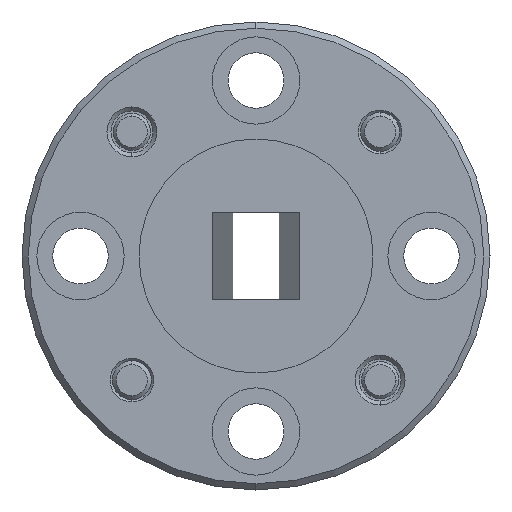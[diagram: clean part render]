
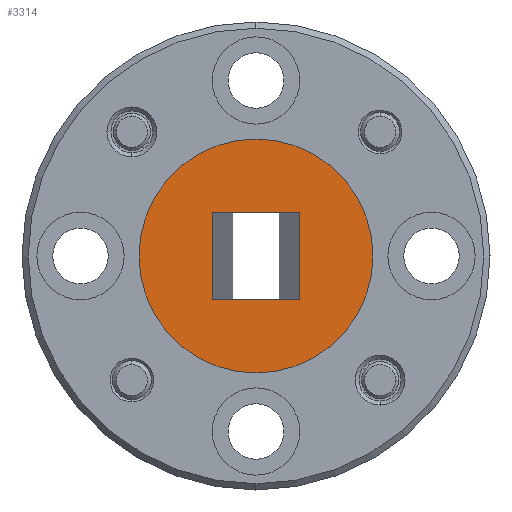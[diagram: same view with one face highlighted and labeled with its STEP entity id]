
A CAD part, left-side view. The second image highlights one B-rep face of the part: STEP entity #3314.
In plain terms, the highlighted planar face has unit normal (-1, 0, 0).
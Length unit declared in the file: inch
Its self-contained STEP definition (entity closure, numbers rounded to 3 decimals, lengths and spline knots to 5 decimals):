
#42 = CARTESIAN_POINT ( 'NONE',  ( -3.00854, 0.74634, 0.62917 ) ) ;
#101 = CARTESIAN_POINT ( 'NONE',  ( -3.00854, 0.74634, 1.00417 ) ) ;
#106 = CARTESIAN_POINT ( 'NONE',  ( -3.00854, 0.74634, 0.81667 ) ) ;
#142 = CARTESIAN_POINT ( 'NONE',  ( -3.00854, 0.67584, 0.81667 ) ) ;
#167 = CARTESIAN_POINT ( 'NONE',  ( -3.00854, 0.81684, 0.74617 ) ) ;
#188 = FACE_BOUND ( 'NONE', #3044, .T. ) ;
#248 = LINE ( 'NONE', #142, #3097 ) ;
#277 = EDGE_CURVE ( 'NONE', #1425, #3464, #726, .T. ) ;
#286 = CARTESIAN_POINT ( 'NONE',  ( -3.00854, 0.74634, 0.81667 ) ) ;
#294 = ORIENTED_EDGE ( 'NONE', *, *, #952, .T. ) ;
#303 = CARTESIAN_POINT ( 'NONE',  ( -3.00854, 0.93384, 0.88717 ) ) ;
#314 = DIRECTION ( 'NONE',  ( 1., 0., 0. ) ) ;
#394 = DIRECTION ( 'NONE',  ( 0., 0., -1. ) ) ;
#438 = EDGE_CURVE ( 'NONE', #2050, #2589, #248, .T. ) ;
#598 = ORIENTED_EDGE ( 'NONE', *, *, #3188, .F. ) ;
#611 = PLANE ( 'NONE',  #3259 ) ;
#622 = VECTOR ( 'NONE', #3047, 39.37008 ) ;
#724 = AXIS2_PLACEMENT_3D ( 'NONE', #106, #3670, #394 ) ;
#726 = LINE ( 'NONE', #1572, #622 ) ;
#793 = EDGE_LOOP ( 'NONE', ( #1525, #598 ) ) ;
#899 = EDGE_CURVE ( 'NONE', #2589, #1425, #2874, .T. ) ;
#952 = EDGE_CURVE ( 'NONE', #3464, #2050, #3470, .T. ) ;
#1109 = CARTESIAN_POINT ( 'NONE',  ( -3.00854, 0.67584, 0.74617 ) ) ;
#1183 = VERTEX_POINT ( 'NONE', #42 ) ;
#1241 = EDGE_CURVE ( 'NONE', #1183, #3444, #3292, .T. ) ;
#1340 = CARTESIAN_POINT ( 'NONE',  ( -3.00854, 0.81684, 0.88717 ) ) ;
#1425 = VERTEX_POINT ( 'NONE', #167 ) ;
#1525 = ORIENTED_EDGE ( 'NONE', *, *, #1241, .F. ) ;
#1572 = CARTESIAN_POINT ( 'NONE',  ( -3.00854, 0.81684, 0.81667 ) ) ;
#1573 = CARTESIAN_POINT ( 'NONE',  ( -3.00854, 0.67584, 0.88717 ) ) ;
#1686 = DIRECTION ( 'NONE',  ( 0., 1., 0. ) ) ;
#1800 = CARTESIAN_POINT ( 'NONE',  ( -3.00854, 0.93384, 0.81667 ) ) ;
#2050 = VERTEX_POINT ( 'NONE', #1573 ) ;
#2069 = ORIENTED_EDGE ( 'NONE', *, *, #899, .T. ) ;
#2143 = DIRECTION ( 'NONE',  ( -1., 0., 0. ) ) ;
#2280 = CARTESIAN_POINT ( 'NONE',  ( -3.00854, 0.93384, 0.74617 ) ) ;
#2338 = AXIS2_PLACEMENT_3D ( 'NONE', #286, #314, #3841 ) ;
#2417 = DIRECTION ( 'NONE',  ( 0., 0., 1. ) ) ;
#2425 = FACE_OUTER_BOUND ( 'NONE', #793, .T. ) ;
#2530 = CIRCLE ( 'NONE', #2338, 0.1875 ) ;
#2589 = VERTEX_POINT ( 'NONE', #1109 ) ;
#2679 = VECTOR ( 'NONE', #2697, 39.37008 ) ;
#2697 = DIRECTION ( 'NONE',  ( 0., -1., 0. ) ) ;
#2874 = LINE ( 'NONE', #2280, #3553 ) ;
#3044 = EDGE_LOOP ( 'NONE', ( #3707, #294, #3685, #2069 ) ) ;
#3047 = DIRECTION ( 'NONE',  ( 0., 0., 1. ) ) ;
#3063 = DIRECTION ( 'NONE',  ( 0., 0., -1. ) ) ;
#3097 = VECTOR ( 'NONE', #3063, 39.37008 ) ;
#3188 = EDGE_CURVE ( 'NONE', #3444, #1183, #2530, .T. ) ;
#3259 = AXIS2_PLACEMENT_3D ( 'NONE', #1800, #2143, #2417 ) ;
#3292 = CIRCLE ( 'NONE', #724, 0.1875 ) ;
#3314 = ADVANCED_FACE ( 'NONE', ( #188, #2425 ), #611, .T. ) ;
#3444 = VERTEX_POINT ( 'NONE', #101 ) ;
#3464 = VERTEX_POINT ( 'NONE', #1340 ) ;
#3470 = LINE ( 'NONE', #303, #2679 ) ;
#3553 = VECTOR ( 'NONE', #1686, 39.37008 ) ;
#3670 = DIRECTION ( 'NONE',  ( 1., 0., 0. ) ) ;
#3685 = ORIENTED_EDGE ( 'NONE', *, *, #438, .T. ) ;
#3707 = ORIENTED_EDGE ( 'NONE', *, *, #277, .T. ) ;
#3841 = DIRECTION ( 'NONE',  ( 0., 0., -1. ) ) ;
